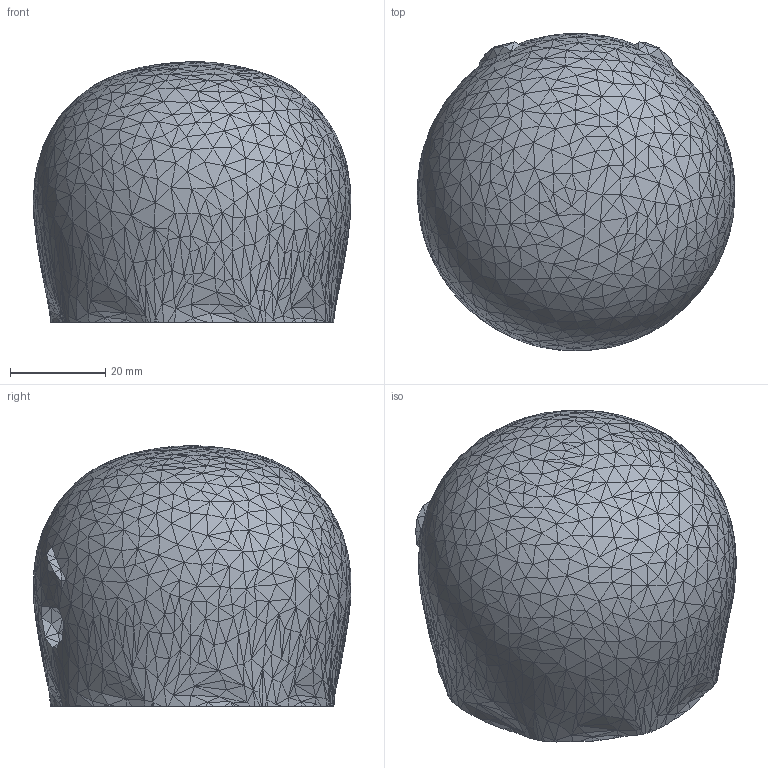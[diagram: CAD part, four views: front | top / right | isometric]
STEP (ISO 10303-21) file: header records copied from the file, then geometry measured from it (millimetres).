
FILE_DESCRIPTION (( 'STEP AP203' ), '1' );
FILE_NAME ('octofriend_lid.STEP', '2014-05-15T07:41:49', ( '' ), ( '' ), 'SwSTEP 2.0', 'SolidWorks 2012', '' );
FILE_SCHEMA (( 'CONFIG_CONTROL_DESIGN' ));
Length unit declared in the file: millimetre
Products named in the file (1): octofriend_lid
Bounding box: 66.64 x 66.64 x 54.64 mm (x, y, z)
Volume: 61135.6 mm3; surface area: 20802.3 mm2
Topology: 1 solids, 1 shells, 2105 faces, 3266 edges, 1166 vertices
Faces by surface type: plane 2097, sphere 6, cone 2
Entity records: 42275 total; most frequent: DIRECTION 7484, CARTESIAN_POINT 6686, ORIENTED_EDGE 6532, EDGE_CURVE 3266, VECTOR 3252, LINE 3252, AXIS2_PLACEMENT_3D 2116, EDGE_LOOP 2108
